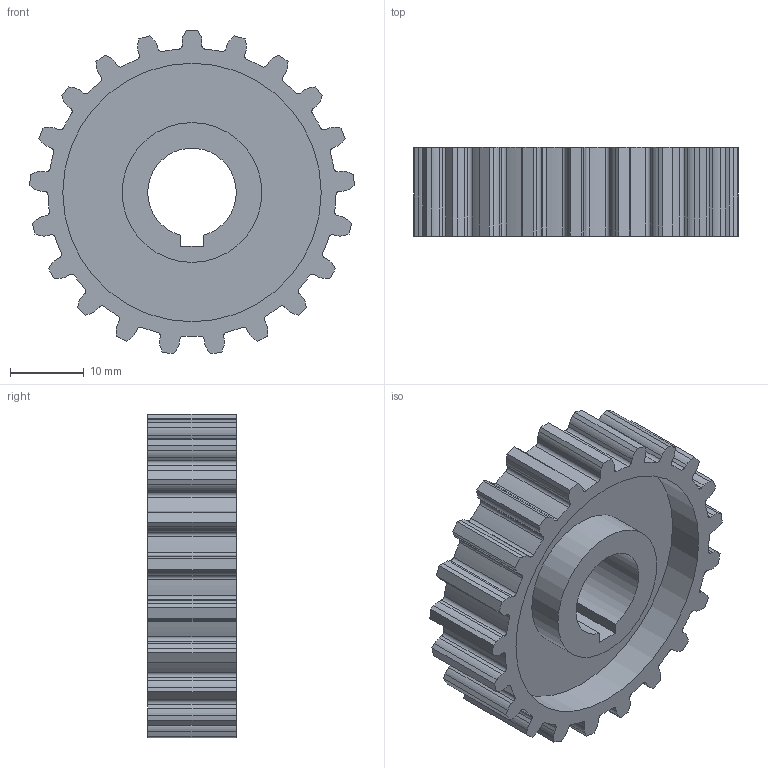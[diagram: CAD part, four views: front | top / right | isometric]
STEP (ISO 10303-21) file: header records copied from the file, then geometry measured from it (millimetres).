
FILE_DESCRIPTION(('CATIA V5 STEP Exchange'),'2;1');
FILE_NAME('2.stp','2021-05-27T21:46:22+00:00',('none'),('none'),'CATIA Version 5 Release 19 SP 8 (IN-10)','CATIA V5 STEP AP203','none');
FILE_SCHEMA(('CONFIG_CONTROL_DESIGN'));
Length unit declared in the file: millimetre
Products named in the file (1): 2
Bounding box: 43.96 x 12 x 43.84 mm (x, y, z)
Volume: 7671.5 mm3; surface area: 7020.9 mm2
Topology: 1 solids, 1 shells, 230 faces, 672 edges, 448 vertices
Faces by surface type: cylinder 116, plane 114
Entity records: 7357 total; most frequent: ORIENTED_EDGE 1344, CARTESIAN_POINT 1322, DIRECTION 1074, EDGE_CURVE 672, VERTEX_POINT 448, VECTOR 440, LINE 440, AXIS2_PLACEMENT_3D 434
